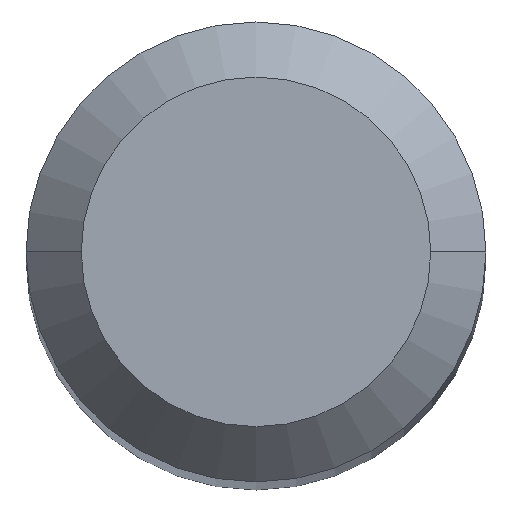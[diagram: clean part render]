
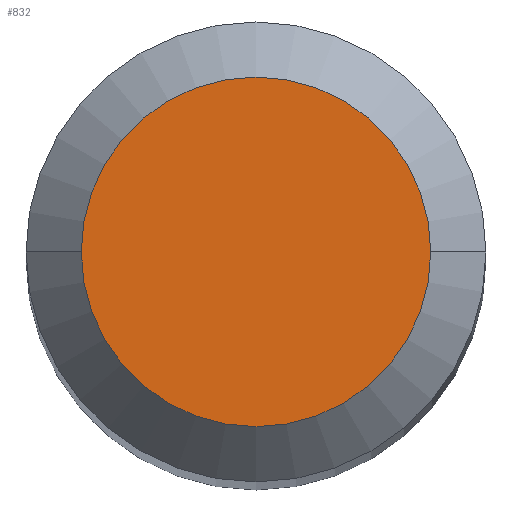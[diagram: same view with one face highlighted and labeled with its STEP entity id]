
A CAD part, top view. The second image highlights one B-rep face of the part: STEP entity #832.
In plain terms, the highlighted planar face has unit normal (0, 0, 1).
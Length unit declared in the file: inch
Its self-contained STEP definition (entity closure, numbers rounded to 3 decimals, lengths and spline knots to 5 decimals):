
#15 = CARTESIAN_POINT ( 'NONE',  ( 0., 0., 1.5 ) ) ;
#64 = DIRECTION ( 'NONE',  ( 1., 0., 0. ) ) ;
#98 = CARTESIAN_POINT ( 'NONE',  ( 0.0475, 0., 1.5 ) ) ;
#123 = AXIS2_PLACEMENT_3D ( 'NONE', #562, #179, #481 ) ;
#142 = CARTESIAN_POINT ( 'NONE',  ( 0., 0., 1.5 ) ) ;
#163 = AXIS2_PLACEMENT_3D ( 'NONE', #15, #792, #310 ) ;
#173 = VERTEX_POINT ( 'NONE', #616 ) ;
#179 = DIRECTION ( 'NONE',  ( 0., 0., 1. ) ) ;
#208 = CIRCLE ( 'NONE', #346, 0.0475 ) ;
#257 = PLANE ( 'NONE',  #123 ) ;
#310 = DIRECTION ( 'NONE',  ( 1., 0., 0. ) ) ;
#346 = AXIS2_PLACEMENT_3D ( 'NONE', #142, #976, #64 ) ;
#408 = VERTEX_POINT ( 'NONE', #98 ) ;
#481 = DIRECTION ( 'NONE',  ( 1., 0., 0. ) ) ;
#562 = CARTESIAN_POINT ( 'NONE',  ( 0., 0., 1.5 ) ) ;
#571 = EDGE_CURVE ( 'NONE', #173, #408, #208, .T. ) ;
#572 = ORIENTED_EDGE ( 'NONE', *, *, #700, .T. ) ;
#596 = CIRCLE ( 'NONE', #163, 0.0475 ) ;
#616 = CARTESIAN_POINT ( 'NONE',  ( -0.0475, 0., 1.5 ) ) ;
#700 = EDGE_CURVE ( 'NONE', #408, #173, #596, .T. ) ;
#792 = DIRECTION ( 'NONE',  ( 0., 0., 1. ) ) ;
#795 = EDGE_LOOP ( 'NONE', ( #980, #572 ) ) ;
#832 = ADVANCED_FACE ( 'NONE', ( #952 ), #257, .T. ) ;
#952 = FACE_OUTER_BOUND ( 'NONE', #795, .T. ) ;
#976 = DIRECTION ( 'NONE',  ( 0., 0., 1. ) ) ;
#980 = ORIENTED_EDGE ( 'NONE', *, *, #571, .T. ) ;
